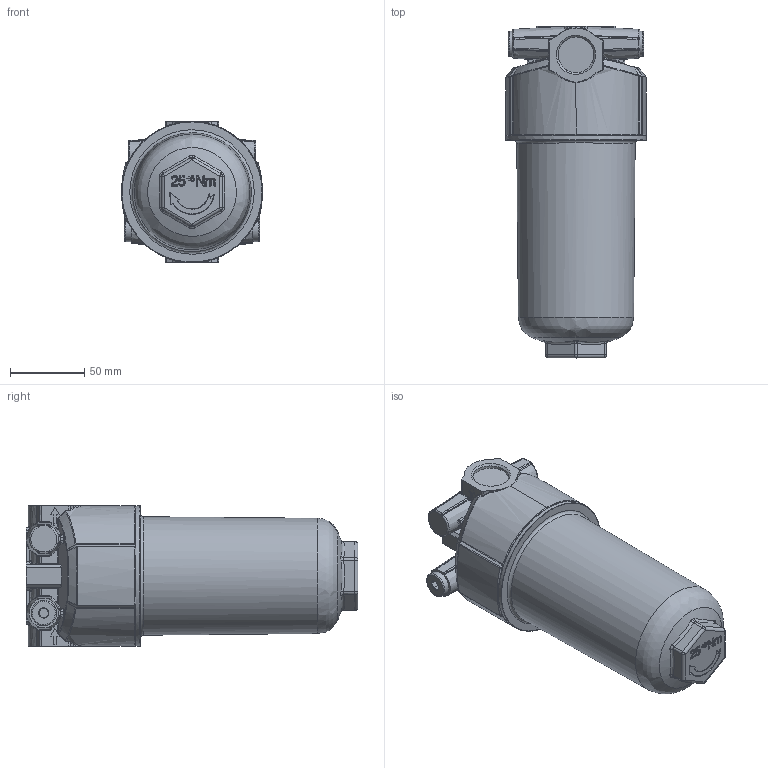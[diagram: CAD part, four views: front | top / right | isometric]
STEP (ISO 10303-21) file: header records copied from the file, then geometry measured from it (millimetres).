
FILE_DESCRIPTION((''),'2;1');
FILE_NAME('D_100.stp','2013-04-15T09:48:29',( 'User'),('SDRC'),'I-DEAS Master Series 9','UNIX','Yes');
FILE_SCHEMA(('AUTOMOTIVE_DESIGN { 1 0 10303 214 1 1 1 1 }'));
Length unit declared in the file: millimetre
Products named in the file (1): D 100
Bounding box: 94.99 x 224 x 95 mm (x, y, z)
Volume: 1140521.1 mm3; surface area: 88515.2 mm2
Topology: 1 solids, 22 shells, 1443 faces, 3358 edges, 1858 vertices
Faces by surface type: bspline 1443
Entity records: 49304 total; most frequent: CARTESIAN_POINT 30955, ORIENTED_EDGE 6458, EDGE_CURVE 3229, VERTEX_POINT 1848, B_SPLINE_CURVE_WITH_KNOTS 1844, EDGE_LOOP 1465, FACE_OUTER_BOUND 1443, ADVANCED_FACE 1443
